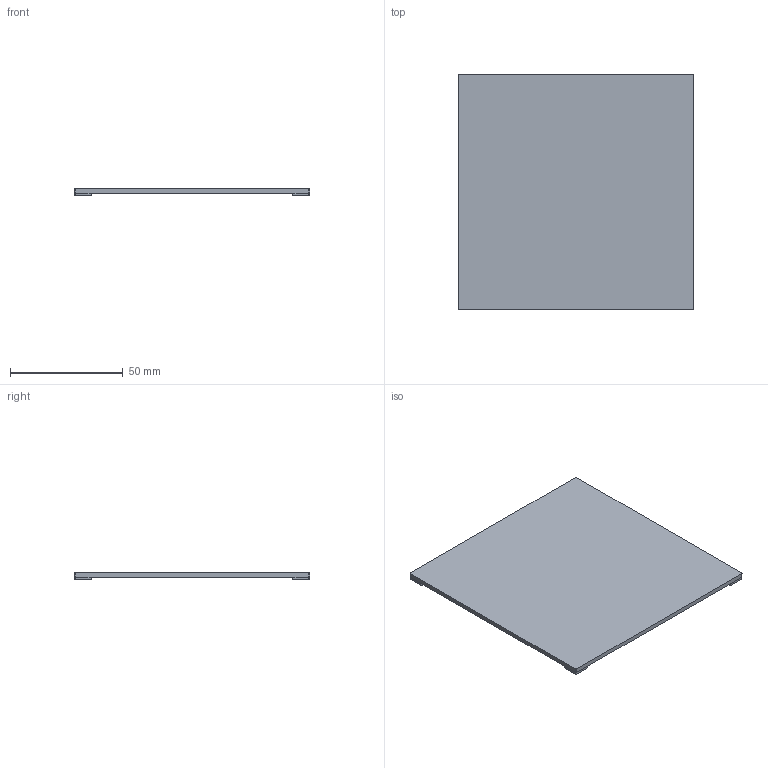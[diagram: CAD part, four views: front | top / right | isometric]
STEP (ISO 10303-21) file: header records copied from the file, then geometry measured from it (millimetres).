
FILE_DESCRIPTION(('FreeCAD Model'),'2;1');
FILE_NAME('Open CASCADE Shape Model','2024-09-05T04:39:04',('FreeCAD'),( 'FreeCAD'),'Open CASCADE STEP processor 7.6','FreeCAD','Unknown');
FILE_SCHEMA(('AUTOMOTIVE_DESIGN { 1 0 10303 214 1 1 1 1 }'));
Length unit declared in the file: millimetre
Products named in the file (1): Open CASCADE STEP translator 7.6 10
Bounding box: 104.57 x 104.57 x 3 mm (x, y, z)
Volume: 21982.8 mm3; surface area: 22796.1 mm2
Topology: 1 solids, 1 shells, 38 faces, 92 edges, 56 vertices
Faces by surface type: bspline 16, cone 12, plane 10
Entity records: 1194 total; most frequent: CARTESIAN_POINT 379, ORIENTED_EDGE 184, DIRECTION 142, EDGE_CURVE 92, AXIS2_PLACEMENT_3D 59, VERTEX_POINT 56, ADVANCED_FACE 38, FACE_BOUND 38
